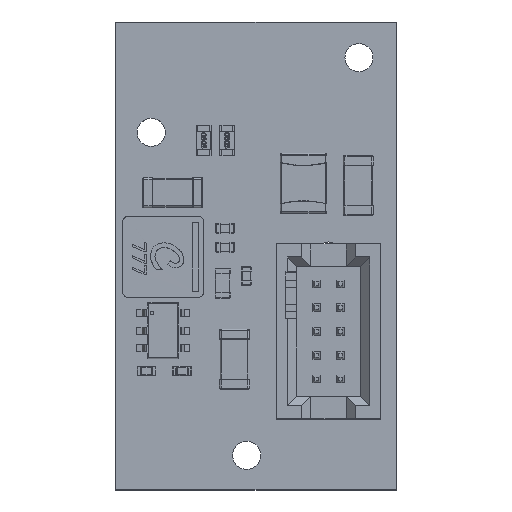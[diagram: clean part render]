
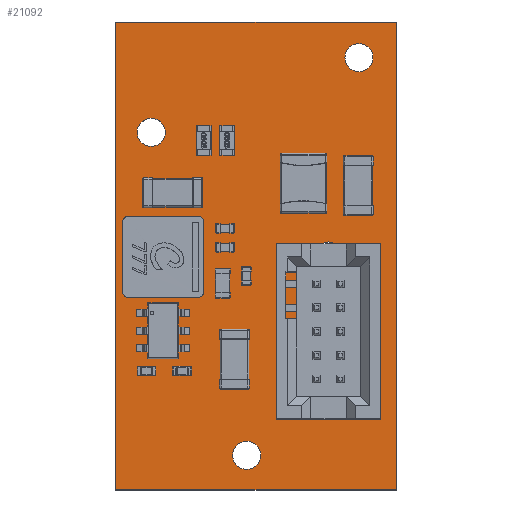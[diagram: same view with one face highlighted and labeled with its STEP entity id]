
A CAD part, top view. The second image highlights one B-rep face of the part: STEP entity #21092.
In plain terms, the highlighted planar face has unit normal (0, 0, 1).
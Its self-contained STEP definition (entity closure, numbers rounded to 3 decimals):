
#6308=CIRCLE($,#16652,0.475);
#6309=CIRCLE($,#16653,0.475);
#6312=CIRCLE($,#16658,0.675);
#6313=CIRCLE($,#16659,0.675);
#6316=CIRCLE($,#16664,0.75);
#6317=CIRCLE($,#16665,0.75);
#6320=CIRCLE($,#16670,0.75);
#6321=CIRCLE($,#16671,0.75);
#6324=CIRCLE($,#16676,0.75);
#6325=CIRCLE($,#16677,0.75);
#12400=FACE_OUTER_BOUND($,#14496,.F.);
#12406=FACE_OUTER_BOUND($,#14502,.T.);
#12410=FACE_OUTER_BOUND($,#14506,.T.);
#12414=FACE_OUTER_BOUND($,#14510,.T.);
#12418=FACE_OUTER_BOUND($,#14514,.T.);
#12422=FACE_OUTER_BOUND($,#14518,.T.);
#14496=EDGE_LOOP($,(#23175,#23176,#23177,#23178));
#14502=EDGE_LOOP($,(#23199,#23200));
#14506=EDGE_LOOP($,(#23211,#23212));
#14510=EDGE_LOOP($,(#23223,#23224));
#14514=EDGE_LOOP($,(#23235,#23236));
#14518=EDGE_LOOP($,(#23247,#23248));
#16646=AXIS2_PLACEMENT_3D($,#60542,#50585,$);
#16652=AXIS2_PLACEMENT_3D($,#60554,#50585,$);
#16653=AXIS2_PLACEMENT_3D($,#60555,#50585,$);
#16658=AXIS2_PLACEMENT_3D($,#60566,#50585,$);
#16659=AXIS2_PLACEMENT_3D($,#60567,#50585,$);
#16664=AXIS2_PLACEMENT_3D($,#60578,#50585,$);
#16665=AXIS2_PLACEMENT_3D($,#60579,#50585,$);
#16670=AXIS2_PLACEMENT_3D($,#60590,#50585,$);
#16671=AXIS2_PLACEMENT_3D($,#60591,#50585,$);
#16676=AXIS2_PLACEMENT_3D($,#60602,#50585,$);
#16677=AXIS2_PLACEMENT_3D($,#60603,#50585,$);
#19706=PLANE($,#16646);
#21092=ADVANCED_FACE($,(#12400,#12406,#12410,#12414,#12418,#12422),#19706,
 .T.);
#23175=ORIENTED_EDGE($,*,*,#33771,.T.);
#23176=ORIENTED_EDGE($,*,*,#33772,.T.);
#23177=ORIENTED_EDGE($,*,*,#33773,.T.);
#23178=ORIENTED_EDGE($,*,*,#33774,.T.);
#23199=ORIENTED_EDGE($,*,*,#33784,.T.);
#23200=ORIENTED_EDGE($,*,*,#33785,.T.);
#23211=ORIENTED_EDGE($,*,*,#33791,.T.);
#23212=ORIENTED_EDGE($,*,*,#33792,.T.);
#23223=ORIENTED_EDGE($,*,*,#33798,.T.);
#23224=ORIENTED_EDGE($,*,*,#33799,.T.);
#23235=ORIENTED_EDGE($,*,*,#33805,.T.);
#23236=ORIENTED_EDGE($,*,*,#33806,.T.);
#23247=ORIENTED_EDGE($,*,*,#33812,.T.);
#23248=ORIENTED_EDGE($,*,*,#33813,.T.);
#33771=EDGE_CURVE($,#47055,#47056,#43065,.T.);
#33772=EDGE_CURVE($,#47056,#47057,#43066,.T.);
#33773=EDGE_CURVE($,#47057,#47058,#43067,.T.);
#33774=EDGE_CURVE($,#47058,#47055,#43068,.T.);
#33784=EDGE_CURVE($,#47065,#47066,#6308,.F.);
#33785=EDGE_CURVE($,#47066,#47065,#6309,.F.);
#33791=EDGE_CURVE($,#47071,#47072,#6312,.F.);
#33792=EDGE_CURVE($,#47072,#47071,#6313,.F.);
#33798=EDGE_CURVE($,#47077,#47078,#6316,.F.);
#33799=EDGE_CURVE($,#47078,#47077,#6317,.F.);
#33805=EDGE_CURVE($,#47083,#47084,#6320,.F.);
#33806=EDGE_CURVE($,#47084,#47083,#6321,.F.);
#33812=EDGE_CURVE($,#47089,#47090,#6324,.F.);
#33813=EDGE_CURVE($,#47090,#47089,#6325,.F.);
#39075=VECTOR($,#50588,15.);
#39076=VECTOR($,#50589,25.);
#39077=VECTOR($,#50590,15.);
#39078=VECTOR($,#50591,25.);
#43065=LINE($,#60541,#39075);
#43066=LINE($,#60542,#39076);
#43067=LINE($,#60543,#39077);
#43068=LINE($,#60544,#39078);
#47055=VERTEX_POINT($,#60541);
#47056=VERTEX_POINT($,#60542);
#47057=VERTEX_POINT($,#60543);
#47058=VERTEX_POINT($,#60544);
#47065=VERTEX_POINT($,#60551);
#47066=VERTEX_POINT($,#60552);
#47071=VERTEX_POINT($,#60563);
#47072=VERTEX_POINT($,#60564);
#47077=VERTEX_POINT($,#60575);
#47078=VERTEX_POINT($,#60576);
#47083=VERTEX_POINT($,#60587);
#47084=VERTEX_POINT($,#60588);
#47089=VERTEX_POINT($,#60599);
#47090=VERTEX_POINT($,#60600);
#50585=DIRECTION($,(0.,0.,1.));
#50588=DIRECTION($,(-1.,0.,0.));
#50589=DIRECTION($,(0.,1.,0.));
#50590=DIRECTION($,(1.,0.,0.));
#50591=DIRECTION($,(0.,-1.,0.));
#60541=CARTESIAN_POINT('',(15.,0.,0.));
#60542=CARTESIAN_POINT('',(0.,0.,0.));
#60543=CARTESIAN_POINT('',(0.,25.,0.));
#60544=CARTESIAN_POINT('',(15.,25.,0.));
#60551=CARTESIAN_POINT('',(11.852,4.347,0.));
#60552=CARTESIAN_POINT('',(10.902,4.347,0.));
#60554=CARTESIAN_POINT('',(11.377,4.347,0.));
#60555=CARTESIAN_POINT('',(11.377,4.347,0.));
#60563=CARTESIAN_POINT('',(12.052,12.577,0.));
#60564=CARTESIAN_POINT('',(10.702,12.577,0.));
#60566=CARTESIAN_POINT('',(11.377,12.577,0.));
#60567=CARTESIAN_POINT('',(11.377,12.577,0.));
#60575=CARTESIAN_POINT('',(7.75,1.85,0.));
#60576=CARTESIAN_POINT('',(6.25,1.85,0.));
#60578=CARTESIAN_POINT('',(7.,1.85,0.));
#60579=CARTESIAN_POINT('',(7.,1.85,0.));
#60587=CARTESIAN_POINT('',(2.65,19.1,0.));
#60588=CARTESIAN_POINT('',(1.15,19.1,0.));
#60590=CARTESIAN_POINT('',(1.9,19.1,0.));
#60591=CARTESIAN_POINT('',(1.9,19.1,0.));
#60599=CARTESIAN_POINT('',(13.75,23.1,0.));
#60600=CARTESIAN_POINT('',(12.25,23.1,0.));
#60602=CARTESIAN_POINT('',(13.,23.1,0.));
#60603=CARTESIAN_POINT('',(13.,23.1,0.));
